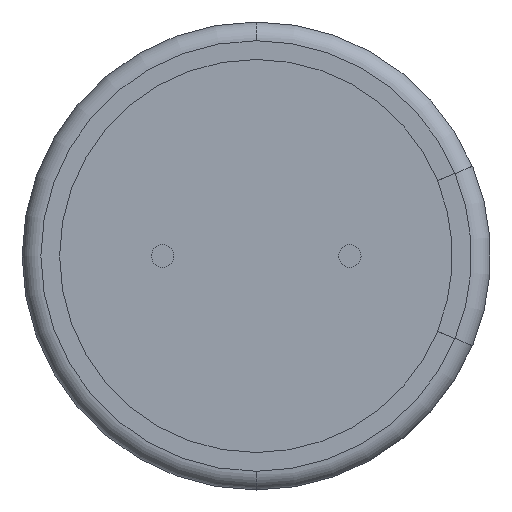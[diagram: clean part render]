
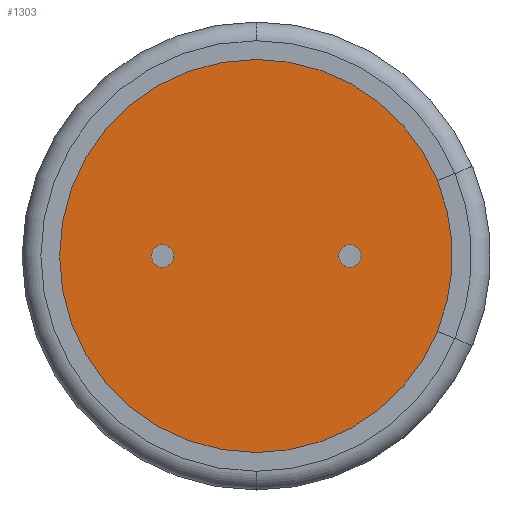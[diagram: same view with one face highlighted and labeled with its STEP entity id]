
A CAD part, front view. The second image highlights one B-rep face of the part: STEP entity #1303.
In plain terms, the highlighted planar face has unit normal (0, -1, 0).
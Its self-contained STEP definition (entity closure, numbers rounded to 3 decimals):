
#3 = VERTEX_POINT ( 'NONE', #2111 ) ;
#67 = DIRECTION ( 'NONE',  ( 0., 0., -1. ) ) ;
#69 = DIRECTION ( 'NONE',  ( 0., 0., -1. ) ) ;
#89 = AXIS2_PLACEMENT_3D ( 'NONE', #1484, #444, #1657 ) ;
#103 = PLANE ( 'NONE',  #369 ) ;
#130 = DIRECTION ( 'NONE',  ( 0., -1., 0. ) ) ;
#146 = CARTESIAN_POINT ( 'NONE',  ( -0.001, 0.3, -0.004 ) ) ;
#166 = EDGE_CURVE ( 'NONE', #1924, #2126, #1095, .T. ) ;
#167 = AXIS2_PLACEMENT_3D ( 'NONE', #1605, #575, #1780 ) ;
#181 = ORIENTED_EDGE ( 'NONE', *, *, #1183, .F. ) ;
#226 = AXIS2_PLACEMENT_3D ( 'NONE', #2129, #1107, #69 ) ;
#282 = EDGE_CURVE ( 'NONE', #1494, #1583, #1712, .T. ) ;
#286 = CARTESIAN_POINT ( 'NONE',  ( 4.84, 0.3, -2.009 ) ) ;
#325 = VERTEX_POINT ( 'NONE', #1160 ) ;
#369 = AXIS2_PLACEMENT_3D ( 'NONE', #982, #2168, #1142 ) ;
#444 = DIRECTION ( 'NONE',  ( 0., -1., 0. ) ) ;
#480 = ORIENTED_EDGE ( 'NONE', *, *, #2021, .T. ) ;
#484 = DIRECTION ( 'NONE',  ( -0.924, 0., 0.383 ) ) ;
#499 = DIRECTION ( 'NONE',  ( -0.924, 0., -0.383 ) ) ;
#575 = DIRECTION ( 'NONE',  ( 0., -1., 0. ) ) ;
#591 = EDGE_CURVE ( 'NONE', #1583, #1494, #934, .T. ) ;
#605 = AXIS2_PLACEMENT_3D ( 'NONE', #1164, #130, #1334 ) ;
#651 = ORIENTED_EDGE ( 'NONE', *, *, #1368, .T. ) ;
#669 = VERTEX_POINT ( 'NONE', #1808 ) ;
#677 = EDGE_CURVE ( 'NONE', #3, #325, #968, .T. ) ;
#707 = EDGE_CURVE ( 'NONE', #1806, #959, #1813, .T. ) ;
#761 = CARTESIAN_POINT ( 'NONE',  ( -2.5, 0.3, 0. ) ) ;
#778 = CIRCLE ( 'NONE', #605, 5.25 ) ;
#784 = EDGE_LOOP ( 'NONE', ( #1720, #181 ) ) ;
#791 = ORIENTED_EDGE ( 'NONE', *, *, #591, .F. ) ;
#792 = FACE_OUTER_BOUND ( 'NONE', #1109, .T. ) ;
#845 = FACE_BOUND ( 'NONE', #784, .T. ) ;
#849 = ORIENTED_EDGE ( 'NONE', *, *, #677, .T. ) ;
#879 = VECTOR ( 'NONE', #499, 1000. ) ;
#883 = AXIS2_PLACEMENT_3D ( 'NONE', #761, #1956, #940 ) ;
#896 = AXIS2_PLACEMENT_3D ( 'NONE', #2124, #1104, #67 ) ;
#905 = CARTESIAN_POINT ( 'NONE',  ( 2.5, 0.3, -0.3 ) ) ;
#930 = ORIENTED_EDGE ( 'NONE', *, *, #1716, .F. ) ;
#934 = CIRCLE ( 'NONE', #1753, 0.3 ) ;
#938 = DIRECTION ( 'NONE',  ( 0., -1., 0. ) ) ;
#940 = DIRECTION ( 'NONE',  ( 0., 0., -1. ) ) ;
#959 = VERTEX_POINT ( 'NONE', #1346 ) ;
#960 = CIRCLE ( 'NONE', #883, 0.3 ) ;
#968 = CIRCLE ( 'NONE', #89, 5.25 ) ;
#982 = CARTESIAN_POINT ( 'NONE',  ( 0., 0.3, 0. ) ) ;
#995 = DIRECTION ( 'NONE',  ( 0., -1., 0. ) ) ;
#1006 = EDGE_CURVE ( 'NONE', #325, #1354, #1202, .T. ) ;
#1057 = ORIENTED_EDGE ( 'NONE', *, *, #166, .T. ) ;
#1073 = CIRCLE ( 'NONE', #167, 5.25 ) ;
#1095 = CIRCLE ( 'NONE', #226, 5.25 ) ;
#1104 = DIRECTION ( 'NONE',  ( 0., -1., 0. ) ) ;
#1107 = DIRECTION ( 'NONE',  ( 0., -1., 0. ) ) ;
#1109 = EDGE_LOOP ( 'NONE', ( #930, #1057, #651, #849, #1616, #480 ) ) ;
#1142 = DIRECTION ( 'NONE',  ( 0., 0., -1. ) ) ;
#1143 = ORIENTED_EDGE ( 'NONE', *, *, #282, .F. ) ;
#1160 = CARTESIAN_POINT ( 'NONE',  ( 4.849, 0.3, -2.013 ) ) ;
#1164 = CARTESIAN_POINT ( 'NONE',  ( 0., 0.3, 0. ) ) ;
#1183 = EDGE_CURVE ( 'NONE', #959, #1806, #960, .T. ) ;
#1200 = CARTESIAN_POINT ( 'NONE',  ( -0.001, 0.3, 0.004 ) ) ;
#1202 = LINE ( 'NONE', #146, #1584 ) ;
#1264 = AXIS2_PLACEMENT_3D ( 'NONE', #2007, #995, #2177 ) ;
#1303 = ADVANCED_FACE ( 'NONE', ( #792, #1705, #845 ), #103, .T. ) ;
#1334 = DIRECTION ( 'NONE',  ( 0., 0., -1. ) ) ;
#1346 = CARTESIAN_POINT ( 'NONE',  ( -2.5, 0.3, -0.3 ) ) ;
#1354 = VERTEX_POINT ( 'NONE', #286 ) ;
#1368 = EDGE_CURVE ( 'NONE', #2126, #3, #778, .T. ) ;
#1484 = CARTESIAN_POINT ( 'NONE',  ( 0., 0.3, 0. ) ) ;
#1494 = VERTEX_POINT ( 'NONE', #905 ) ;
#1558 = CARTESIAN_POINT ( 'NONE',  ( -2.5, 0.3, 0.3 ) ) ;
#1583 = VERTEX_POINT ( 'NONE', #1669 ) ;
#1584 = VECTOR ( 'NONE', #484, 1000. ) ;
#1605 = CARTESIAN_POINT ( 'NONE',  ( -0.01, 0.3, 0. ) ) ;
#1616 = ORIENTED_EDGE ( 'NONE', *, *, #1006, .T. ) ;
#1657 = DIRECTION ( 'NONE',  ( 0., 0., -1. ) ) ;
#1669 = CARTESIAN_POINT ( 'NONE',  ( 2.5, 0.3, 0.3 ) ) ;
#1705 = FACE_BOUND ( 'NONE', #1771, .T. ) ;
#1712 = CIRCLE ( 'NONE', #1264, 0.3 ) ;
#1716 = EDGE_CURVE ( 'NONE', #1924, #669, #1948, .T. ) ;
#1720 = ORIENTED_EDGE ( 'NONE', *, *, #707, .F. ) ;
#1753 = AXIS2_PLACEMENT_3D ( 'NONE', #1950, #938, #2127 ) ;
#1771 = EDGE_LOOP ( 'NONE', ( #791, #1143 ) ) ;
#1780 = DIRECTION ( 'NONE',  ( 0., 0., -1. ) ) ;
#1806 = VERTEX_POINT ( 'NONE', #1558 ) ;
#1808 = CARTESIAN_POINT ( 'NONE',  ( 4.84, 0.3, 2.009 ) ) ;
#1813 = CIRCLE ( 'NONE', #896, 0.3 ) ;
#1924 = VERTEX_POINT ( 'NONE', #1935 ) ;
#1935 = CARTESIAN_POINT ( 'NONE',  ( 4.849, 0.3, 2.013 ) ) ;
#1948 = LINE ( 'NONE', #1200, #879 ) ;
#1950 = CARTESIAN_POINT ( 'NONE',  ( 2.5, 0.3, 0. ) ) ;
#1956 = DIRECTION ( 'NONE',  ( 0., -1., 0. ) ) ;
#1966 = CARTESIAN_POINT ( 'NONE',  ( 0., 0.3, 5.25 ) ) ;
#2007 = CARTESIAN_POINT ( 'NONE',  ( 2.5, 0.3, 0. ) ) ;
#2021 = EDGE_CURVE ( 'NONE', #1354, #669, #1073, .T. ) ;
#2111 = CARTESIAN_POINT ( 'NONE',  ( 0., 0.3, -5.25 ) ) ;
#2124 = CARTESIAN_POINT ( 'NONE',  ( -2.5, 0.3, 0. ) ) ;
#2126 = VERTEX_POINT ( 'NONE', #1966 ) ;
#2127 = DIRECTION ( 'NONE',  ( 0., 0., 1. ) ) ;
#2129 = CARTESIAN_POINT ( 'NONE',  ( 0., 0.3, 0. ) ) ;
#2168 = DIRECTION ( 'NONE',  ( 0., -1., 0. ) ) ;
#2177 = DIRECTION ( 'NONE',  ( 0., 0., 1. ) ) ;
